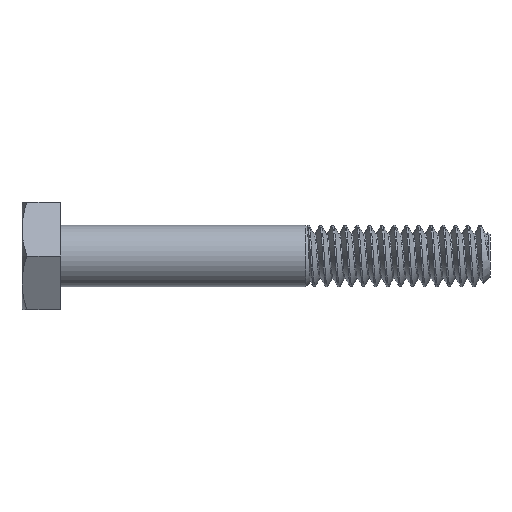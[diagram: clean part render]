
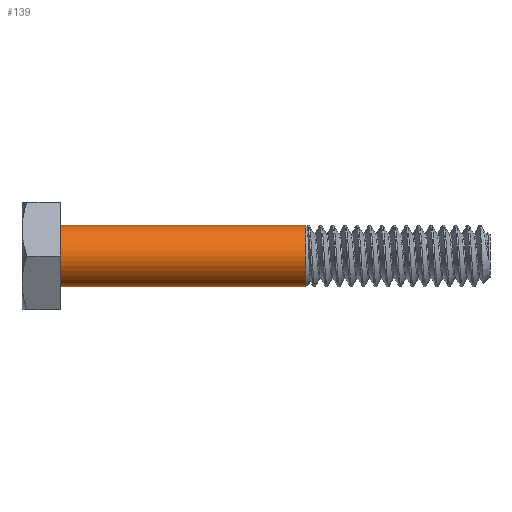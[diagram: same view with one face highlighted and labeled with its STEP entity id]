
A CAD part, front view. The second image highlights one B-rep face of the part: STEP entity #139.
In plain terms, the highlighted cylindrical face has radius 3.175 mm (diameter 6.35 mm), a partial arc.
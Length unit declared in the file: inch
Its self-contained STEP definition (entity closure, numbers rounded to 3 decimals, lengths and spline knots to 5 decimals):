
#5 = EDGE_CURVE ( 'NONE', #1627, #1705, #4552, .T. ) ;
#9 = EDGE_CURVE ( 'NONE', #1630, #1623, #4557, .T. ) ;
#26 = AXIS2_PLACEMENT_3D ( 'NONE', #956, #947, #946 ) ;
#139 = ADVANCED_FACE ( 'NONE', ( #2864 ), #2871, .T. ) ;
#506 = CARTESIAN_POINT ( 'NONE',  ( -0.79688, 0., 0. ) ) ;
#507 = DIRECTION ( 'NONE',  ( 1., 0., 0. ) ) ;
#517 = DIRECTION ( 'NONE',  ( 0., 0., -1. ) ) ;
#701 = DIRECTION ( 'NONE',  ( 1., 0., 0. ) ) ;
#702 = CARTESIAN_POINT ( 'NONE',  ( -0.79688, 0., -0.125 ) ) ;
#818 = DIRECTION ( 'NONE',  ( 1., 0., 0. ) ) ;
#819 = CARTESIAN_POINT ( 'NONE',  ( -0.79688, 0., 0.125 ) ) ;
#946 = DIRECTION ( 'NONE',  ( 0., 0., 1. ) ) ;
#947 = DIRECTION ( 'NONE',  ( -1., 0., 0. ) ) ;
#956 = CARTESIAN_POINT ( 'NONE',  ( 0.20313, 0., 0. ) ) ;
#983 = DIRECTION ( 'NONE',  ( 0., 0., 1. ) ) ;
#984 = DIRECTION ( 'NONE',  ( 1., 0., 0. ) ) ;
#985 = CARTESIAN_POINT ( 'NONE',  ( -0.79688, 0., 0. ) ) ;
#1272 = CARTESIAN_POINT ( 'NONE',  ( 0.20313, 0., -0.125 ) ) ;
#1276 = CARTESIAN_POINT ( 'NONE',  ( -0.79688, 0., 0.125 ) ) ;
#1288 = CARTESIAN_POINT ( 'NONE',  ( 0.20313, 0., 0.125 ) ) ;
#1623 = VERTEX_POINT ( 'NONE', #1288 ) ;
#1627 = VERTEX_POINT ( 'NONE', #1276 ) ;
#1630 = VERTEX_POINT ( 'NONE', #1272 ) ;
#1705 = VERTEX_POINT ( 'NONE', #3339 ) ;
#2707 = LINE ( 'NONE', #819, #2708 ) ;
#2708 = VECTOR ( 'NONE', #818, 39.37008 ) ;
#2711 = LINE ( 'NONE', #702, #2719 ) ;
#2719 = VECTOR ( 'NONE', #701, 39.37008 ) ;
#2864 = FACE_OUTER_BOUND ( 'NONE', #4312, .T. ) ;
#2871 = CYLINDRICAL_SURFACE ( 'NONE', #4666, 0.125 ) ;
#3339 = CARTESIAN_POINT ( 'NONE',  ( -0.79688, 0., -0.125 ) ) ;
#4312 = EDGE_LOOP ( 'NONE', ( #4507, #4506, #4505, #4504 ) ) ;
#4504 = ORIENTED_EDGE ( 'NONE', *, *, #9, .T. ) ;
#4505 = ORIENTED_EDGE ( 'NONE', *, *, #4782, .T. ) ;
#4506 = ORIENTED_EDGE ( 'NONE', *, *, #5, .T. ) ;
#4507 = ORIENTED_EDGE ( 'NONE', *, *, #4767, .F. ) ;
#4552 = CIRCLE ( 'NONE', #4731, 0.125 ) ;
#4557 = CIRCLE ( 'NONE', #26, 0.125 ) ;
#4666 = AXIS2_PLACEMENT_3D ( 'NONE', #506, #507, #517 ) ;
#4731 = AXIS2_PLACEMENT_3D ( 'NONE', #985, #984, #983 ) ;
#4767 = EDGE_CURVE ( 'NONE', #1627, #1623, #2707, .T. ) ;
#4782 = EDGE_CURVE ( 'NONE', #1705, #1630, #2711, .T. ) ;
